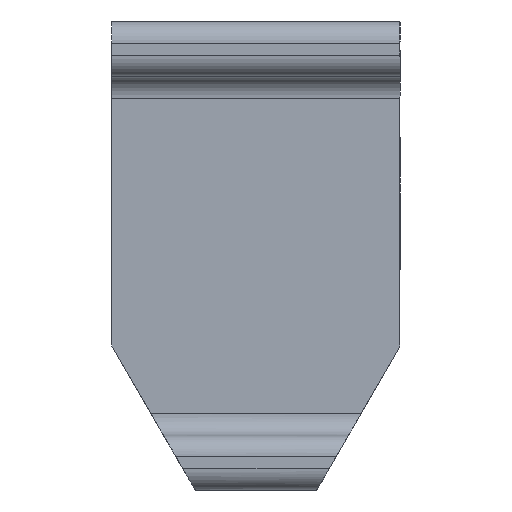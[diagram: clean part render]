
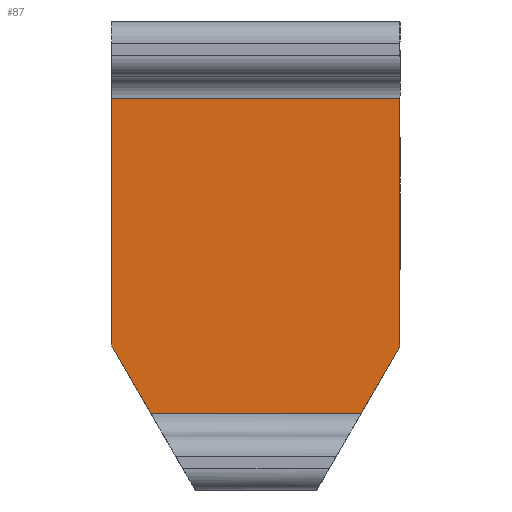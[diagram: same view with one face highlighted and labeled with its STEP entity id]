
A CAD part, front view. The second image highlights one B-rep face of the part: STEP entity #87.
In plain terms, the highlighted planar face has unit normal (0, -1, 0).
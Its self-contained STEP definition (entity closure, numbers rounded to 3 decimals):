
#87=ADVANCED_FACE('',(#140),#117,.F.);
#117=PLANE('',#685);
#140=FACE_OUTER_BOUND('',#172,.T.);
#172=EDGE_LOOP('',(#272,#273,#274,#275,#276,#277));
#272=ORIENTED_EDGE('',*,*,#498,.T.);
#273=ORIENTED_EDGE('',*,*,#499,.T.);
#274=ORIENTED_EDGE('',*,*,#484,.T.);
#275=ORIENTED_EDGE('',*,*,#500,.T.);
#276=ORIENTED_EDGE('',*,*,#464,.T.);
#277=ORIENTED_EDGE('',*,*,#501,.T.);
#399=VERTEX_POINT('',#957);
#400=VERTEX_POINT('',#959);
#414=VERTEX_POINT('',#993);
#415=VERTEX_POINT('',#995);
#424=VERTEX_POINT('',#1023);
#425=VERTEX_POINT('',#1024);
#464=EDGE_CURVE('',#400,#399,#550,.T.);
#484=EDGE_CURVE('',#415,#414,#560,.T.);
#498=EDGE_CURVE('',#424,#425,#574,.T.);
#499=EDGE_CURVE('',#425,#415,#575,.T.);
#500=EDGE_CURVE('',#414,#400,#576,.T.);
#501=EDGE_CURVE('',#399,#424,#577,.T.);
#550=LINE('',#958,#618);
#560=LINE('',#994,#628);
#574=LINE('',#1022,#642);
#575=LINE('',#1025,#643);
#576=LINE('',#1026,#644);
#577=LINE('',#1027,#645);
#618=VECTOR('',#763,1.);
#628=VECTOR('',#795,1.);
#642=VECTOR('',#819,1.);
#643=VECTOR('',#820,1.);
#644=VECTOR('',#821,1.);
#645=VECTOR('',#822,1.);
#685=AXIS2_PLACEMENT_3D('',#1028,#823,#824);
#763=DIRECTION('',(0.,0.,-1.));
#795=DIRECTION('',(0.,0.,1.));
#819=DIRECTION('',(1.,0.,0.));
#820=DIRECTION('',(0.5,0.,0.866));
#821=DIRECTION('',(-1.,0.,0.));
#822=DIRECTION('',(0.5,0.,-0.866));
#823=DIRECTION('',(0.,1.,0.));
#824=DIRECTION('',(0.,0.,1.));
#957=CARTESIAN_POINT('',(0.,26.5,17.5));
#958=CARTESIAN_POINT('',(0.,26.5,36.2));
#959=CARTESIAN_POINT('',(0.,26.5,34.7));
#993=CARTESIAN_POINT('',(20.,26.5,34.7));
#994=CARTESIAN_POINT('',(20.,26.5,0.));
#995=CARTESIAN_POINT('',(20.,26.5,17.5));
#1022=CARTESIAN_POINT('',(20.,26.5,12.8));
#1023=CARTESIAN_POINT('',(2.714,26.5,12.8));
#1024=CARTESIAN_POINT('',(17.286,26.5,12.8));
#1025=CARTESIAN_POINT('',(20.,26.5,17.5));
#1026=CARTESIAN_POINT('',(0.,26.5,34.7));
#1027=CARTESIAN_POINT('',(0.,26.5,17.5));
#1028=CARTESIAN_POINT('',(55000.,26.5,36.2));
